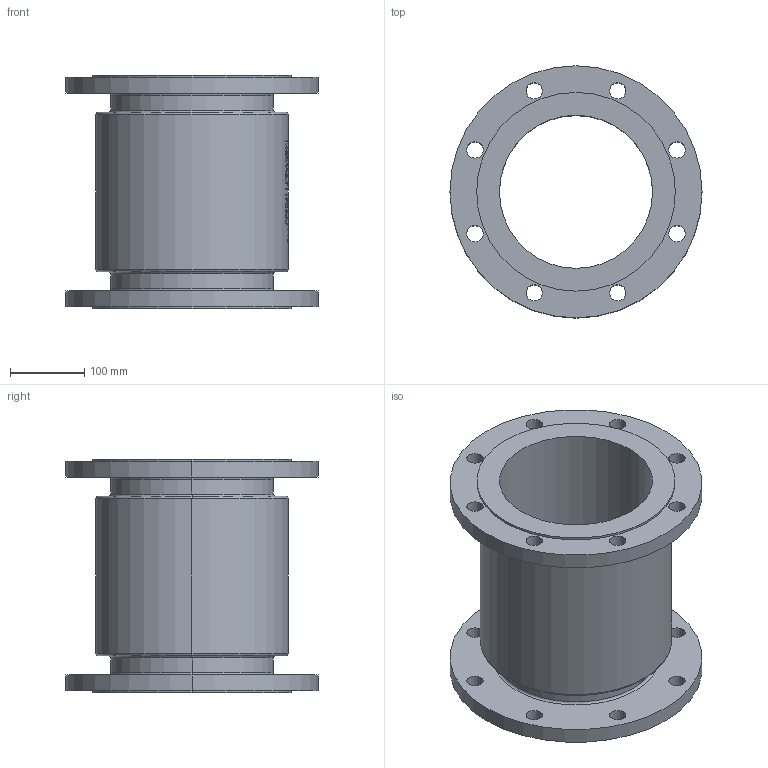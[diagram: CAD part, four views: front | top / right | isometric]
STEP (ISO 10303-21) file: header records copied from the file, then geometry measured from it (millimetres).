
FILE_DESCRIPTION (( 'STEP AP214' ), '1' );
FILE_NAME ('7120000_DN200_PN10_1190550.STEP', '2022-02-21T09:45:12', ( 'axxx' ), ( 'Hewlett-Packard Company' ), 'SwSTEP 2.0', 'SolidWorks 2019', '' );
FILE_SCHEMA (( 'AUTOMOTIVE_DESIGN' ));
Length unit declared in the file: millimetre
Products named in the file (1): 7120000_DN200_PN10_1190550
Bounding box: 340 x 340 x 315 mm (x, y, z)
Volume: 6761462.4 mm3; surface area: 726583.3 mm2
Topology: 1 solids, 1 shells, 525 faces, 1356 edges, 900 vertices
Faces by surface type: plane 225, bspline 220, cylinder 68, torus 12
Entity records: 30361 total; most frequent: CARTESIAN_POINT 18895, ORIENTED_EDGE 2712, DIRECTION 1662, EDGE_CURVE 1356, VERTEX_POINT 900, VECTOR 700, LINE 700, EDGE_LOOP 626
